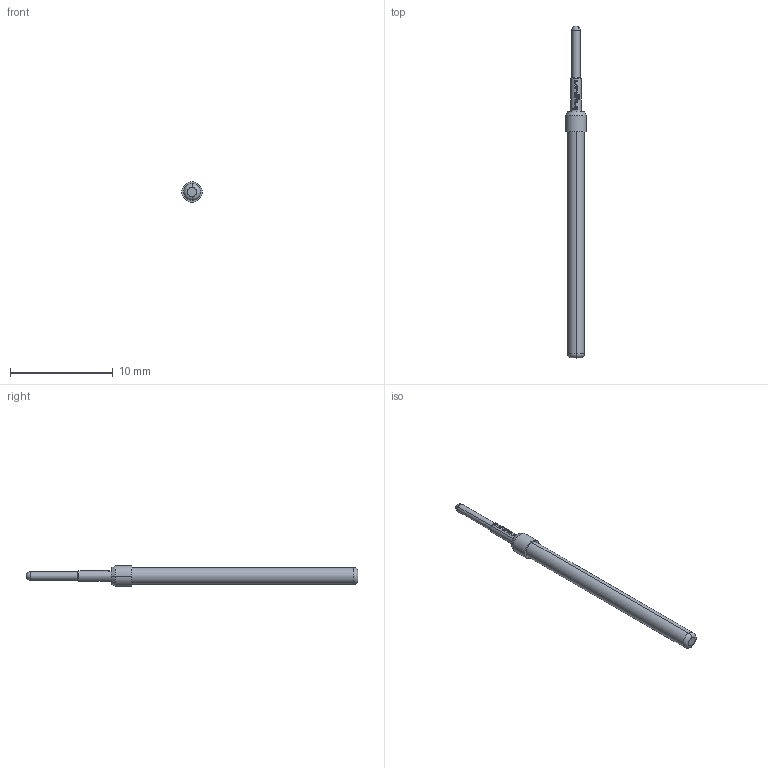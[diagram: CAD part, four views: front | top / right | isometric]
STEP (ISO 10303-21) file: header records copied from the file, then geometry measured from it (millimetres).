
FILE_DESCRIPTION (( 'STEP AP203' ), '1' );
FILE_NAME ('INGUN_HSS-118_305_080_A_xx02.STEP', '2022-02-01T11:42:47', ( 'ochi' ), ( '' ), 'SwSTEP 2.0', 'SolidWorks 2018', '' );
FILE_SCHEMA (( 'CONFIG_CONTROL_DESIGN' ));
Length unit declared in the file: millimetre
Products named in the file (1): INGUN_HSS-118_305_080_A_xx02
Bounding box: 2 x 32.3 x 2 mm (x, y, z)
Volume: 58 mm3; surface area: 153.2 mm2
Topology: 1 solids, 1 shells, 87 faces, 226 edges, 147 vertices
Faces by surface type: bspline 39, plane 26, cylinder 14, cone 4, sphere 2, torus 2
Entity records: 3693 total; most frequent: CARTESIAN_POINT 1956, ORIENTED_EDGE 448, EDGE_CURVE 224, B_SPLINE_CURVE_WITH_KNOTS 186, DIRECTION 162, VERTEX_POINT 147, EDGE_LOOP 95, ADVANCED_FACE 87
